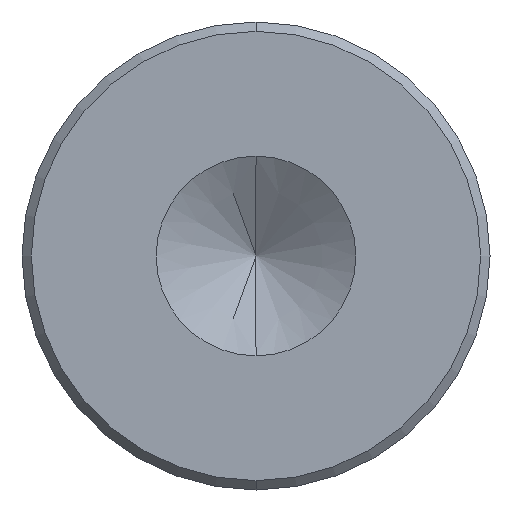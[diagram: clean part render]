
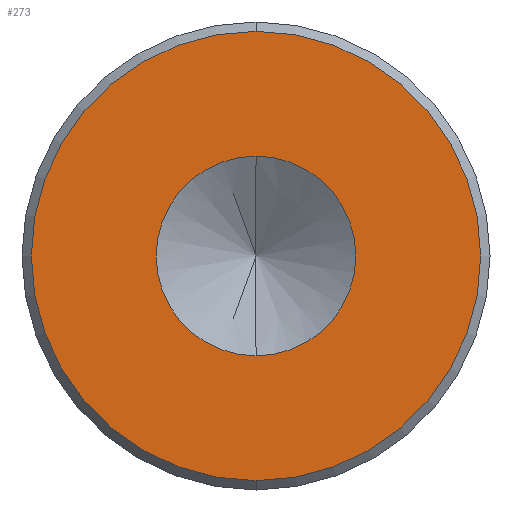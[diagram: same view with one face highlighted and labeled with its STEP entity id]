
A CAD part, front view. The second image highlights one B-rep face of the part: STEP entity #273.
In plain terms, the highlighted planar face has unit normal (0, -1, 0).
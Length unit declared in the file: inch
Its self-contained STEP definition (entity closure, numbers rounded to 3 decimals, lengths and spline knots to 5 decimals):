
#4 = CARTESIAN_POINT ( 'NONE',  ( 0., 0., 0. ) ) ;
#38 = EDGE_LOOP ( 'NONE', ( #235, #216 ) ) ;
#51 = AXIS2_PLACEMENT_3D ( 'NONE', #97, #177, #261 ) ;
#73 = DIRECTION ( 'NONE',  ( 0., -1., 0. ) ) ;
#77 = CIRCLE ( 'NONE', #51, 0.05325 ) ;
#78 = VERTEX_POINT ( 'NONE', #102 ) ;
#86 = EDGE_CURVE ( 'NONE', #451, #78, #284, .T. ) ;
#88 = EDGE_CURVE ( 'NONE', #78, #451, #405, .T. ) ;
#97 = CARTESIAN_POINT ( 'NONE',  ( 0., 0., 0. ) ) ;
#99 = DIRECTION ( 'NONE',  ( 0., -1., 0. ) ) ;
#102 = CARTESIAN_POINT ( 'NONE',  ( 0., 0., -0.11985 ) ) ;
#111 = CARTESIAN_POINT ( 'NONE',  ( 0., 0., -0.05325 ) ) ;
#115 = EDGE_CURVE ( 'NONE', #210, #398, #239, .T. ) ;
#121 = CARTESIAN_POINT ( 'NONE',  ( 0., 0., 0. ) ) ;
#177 = DIRECTION ( 'NONE',  ( 0., -1., 0. ) ) ;
#210 = VERTEX_POINT ( 'NONE', #442 ) ;
#216 = ORIENTED_EDGE ( 'NONE', *, *, #88, .T. ) ;
#225 = DIRECTION ( 'NONE',  ( 0., 0., 1. ) ) ;
#235 = ORIENTED_EDGE ( 'NONE', *, *, #86, .T. ) ;
#239 = CIRCLE ( 'NONE', #301, 0.05325 ) ;
#243 = DIRECTION ( 'NONE',  ( 0., 0., -1. ) ) ;
#246 = AXIS2_PLACEMENT_3D ( 'NONE', #121, #309, #286 ) ;
#248 = AXIS2_PLACEMENT_3D ( 'NONE', #4, #73, #321 ) ;
#261 = DIRECTION ( 'NONE',  ( 0., 0., -1. ) ) ;
#273 = ADVANCED_FACE ( 'NONE', ( #486, #311 ), #484, .F. ) ;
#284 = CIRCLE ( 'NONE', #248, 0.11985 ) ;
#286 = DIRECTION ( 'NONE',  ( 0., 0., 1. ) ) ;
#290 = CARTESIAN_POINT ( 'NONE',  ( 0., 0., 0. ) ) ;
#301 = AXIS2_PLACEMENT_3D ( 'NONE', #344, #99, #243 ) ;
#307 = ORIENTED_EDGE ( 'NONE', *, *, #115, .F. ) ;
#309 = DIRECTION ( 'NONE',  ( 0., 1., 0. ) ) ;
#311 = FACE_OUTER_BOUND ( 'NONE', #38, .T. ) ;
#321 = DIRECTION ( 'NONE',  ( 0., 0., 1. ) ) ;
#332 = EDGE_CURVE ( 'NONE', #398, #210, #77, .T. ) ;
#336 = AXIS2_PLACEMENT_3D ( 'NONE', #290, #455, #225 ) ;
#344 = CARTESIAN_POINT ( 'NONE',  ( 0., 0., 0. ) ) ;
#368 = CARTESIAN_POINT ( 'NONE',  ( 0., 0., 0.11985 ) ) ;
#398 = VERTEX_POINT ( 'NONE', #111 ) ;
#403 = EDGE_LOOP ( 'NONE', ( #476, #307 ) ) ;
#405 = CIRCLE ( 'NONE', #336, 0.11985 ) ;
#442 = CARTESIAN_POINT ( 'NONE',  ( 0., 0., 0.05325 ) ) ;
#451 = VERTEX_POINT ( 'NONE', #368 ) ;
#455 = DIRECTION ( 'NONE',  ( 0., -1., 0. ) ) ;
#476 = ORIENTED_EDGE ( 'NONE', *, *, #332, .F. ) ;
#484 = PLANE ( 'NONE',  #246 ) ;
#486 = FACE_BOUND ( 'NONE', #403, .T. ) ;
